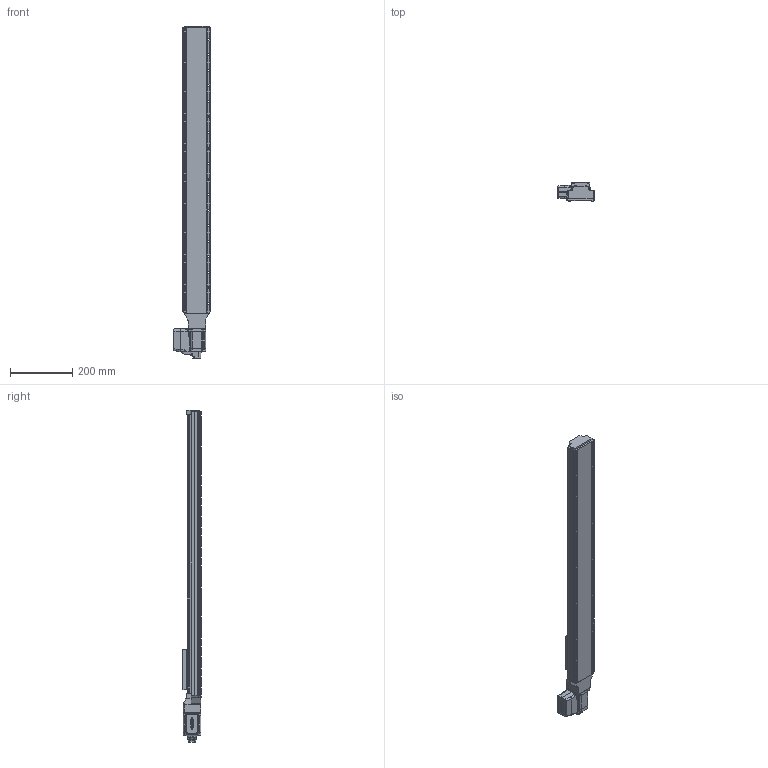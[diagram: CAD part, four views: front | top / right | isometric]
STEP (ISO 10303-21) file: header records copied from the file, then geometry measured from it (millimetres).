
FILE_DESCRIPTION (( 'STEP AP203' ), '1' );
FILE_NAME ('LRT0750xL-E08CT3A.step', '2023-05-25T20:44:47', ( '' ), ( '' ), 'SwSTEP 2.0', 'SolidWorks 2019', '' );
FILE_SCHEMA (( 'CONFIG_CONTROL_DESIGN' ));
Length unit declared in the file: millimetre
Products named in the file (4): LRT_motor^LRT_LRT-E08T3A; LRT_carriage^LRT_LRT; LRT0750xL-E08CT3A; LRT_base^LRT_LRT0750
Assembly tree (3 placements, depth 2):
  LRT0750xL-E08CT3A
    LRT_base^LRT_LRT0750
    LRT_motor^LRT_LRT-E08T3A
    LRT_carriage^LRT_LRT
Bounding box: 120.76 x 58 x 1067.8 mm (x, y, z)
Volume: 3800935 mm3; surface area: 515881 mm2
Topology: 30 solids, 30 shells, 940 faces, 2479 edges, 1642 vertices
Faces by surface type: plane 512, cylinder 386, bspline 20, cone 10, torus 8, sphere 4
Entity records: 30872 total; most frequent: CARTESIAN_POINT 6774, DIRECTION 4993, ORIENTED_EDGE 4926, EDGE_CURVE 2463, AXIS2_PLACEMENT_3D 1770, VERTEX_POINT 1634, VECTOR 1453, LINE 1453
